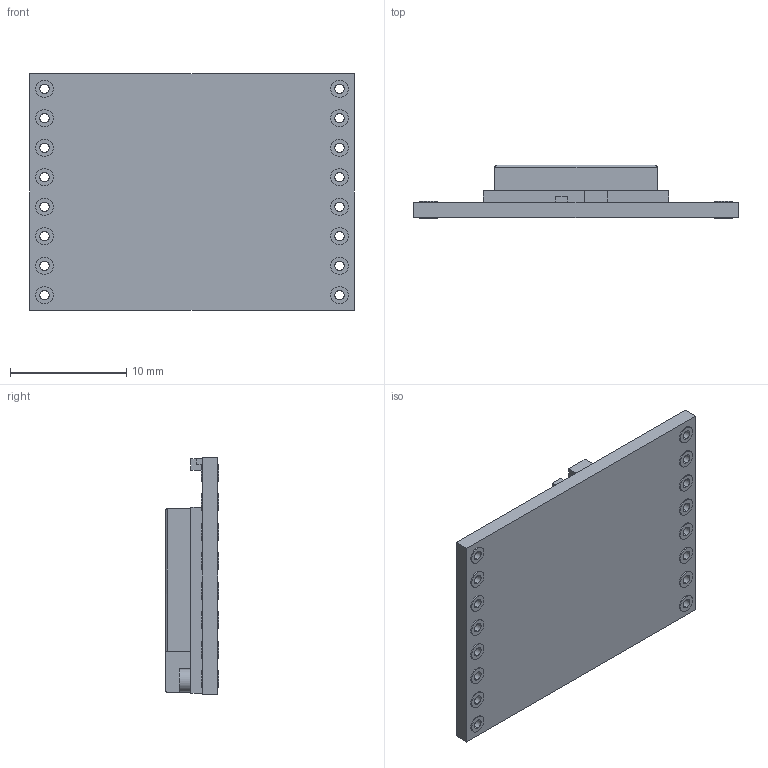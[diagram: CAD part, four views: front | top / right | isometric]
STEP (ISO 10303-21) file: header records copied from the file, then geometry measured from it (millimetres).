
FILE_DESCRIPTION (( 'STEP AP214' ), '1' );
FILE_NAME ('Part1.STEP', '2021-07-01T01:22:58', ( '' ), ( '' ), 'SwSTEP 2.0', 'SolidWorks 2018', '' );
FILE_SCHEMA (( 'AUTOMOTIVE_DESIGN' ));
Length unit declared in the file: metre
Products named in the file (1): Part1
Bounding box: 27.9 x 4.6 x 20.4 mm (x, y, z)
Volume: 1443.8 mm3; surface area: 1533.4 mm2
Topology: 1 solids, 1 shells, 166 faces, 375 edges, 249 vertices
Faces by surface type: cylinder 104, plane 62
Entity records: 6661 total; most frequent: DIRECTION 908, CARTESIAN_POINT 800, ORIENTED_EDGE 750, EDGE_CURVE 375, AXIS2_PLACEMENT_3D 369, VERTEX_POINT 249, EDGE_LOOP 236, CIRCLE 202
